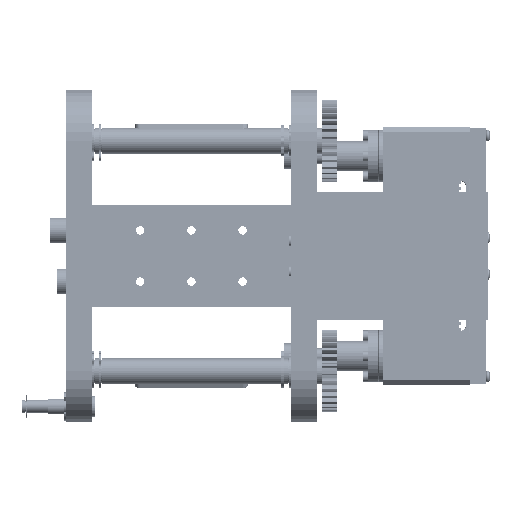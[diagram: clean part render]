
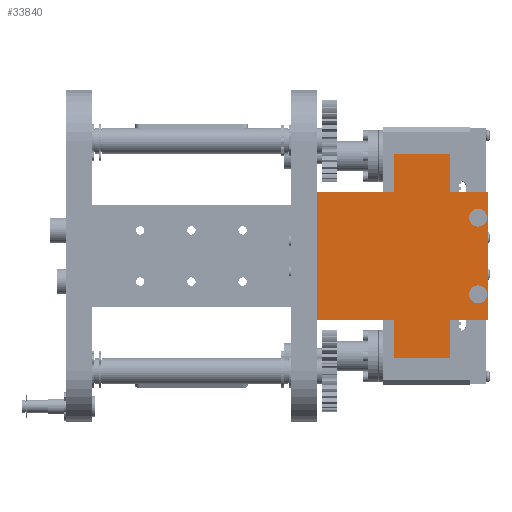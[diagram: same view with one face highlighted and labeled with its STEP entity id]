
A CAD part, front view. The second image highlights one B-rep face of the part: STEP entity #33840.
In plain terms, the highlighted planar face has unit normal (0, -1, 0).
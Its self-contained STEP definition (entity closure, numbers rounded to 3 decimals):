
#1044=FACE_BOUND('',#5311,.T.);
#1045=FACE_BOUND('',#5312,.T.);
#1348=PLANE('',#36803);
#3334=FACE_OUTER_BOUND('',#5310,.T.);
#5310=EDGE_LOOP('',(#25187,#25188,#25189,#25190,#25191,#25192,#25193,#25194,
#25195,#25196,#25197,#25198));
#5311=EDGE_LOOP('',(#25199));
#5312=EDGE_LOOP('',(#25200));
#7454=LINE('',#51912,#10730);
#7469=LINE('',#51951,#10745);
#7473=LINE('',#51963,#10749);
#7475=LINE('',#51967,#10751);
#7476=LINE('',#51969,#10752);
#7477=LINE('',#51971,#10753);
#7478=LINE('',#51973,#10754);
#7479=LINE('',#51974,#10755);
#7480=LINE('',#51976,#10756);
#7481=LINE('',#51978,#10757);
#7482=LINE('',#51980,#10758);
#7483=LINE('',#51981,#10759);
#10730=VECTOR('',#41541,10.);
#10745=VECTOR('',#41568,10.);
#10749=VECTOR('',#41582,10.);
#10751=VECTOR('',#41586,10.);
#10752=VECTOR('',#41587,10.);
#10753=VECTOR('',#41588,10.);
#10754=VECTOR('',#41589,10.);
#10755=VECTOR('',#41590,10.);
#10756=VECTOR('',#41591,10.);
#10757=VECTOR('',#41592,10.);
#10758=VECTOR('',#41593,10.);
#10759=VECTOR('',#41594,10.);
#14074=CIRCLE('',#36799,2.);
#14075=CIRCLE('',#36801,2.);
#15748=VERTEX_POINT('',#51909);
#15749=VERTEX_POINT('',#51911);
#15766=VERTEX_POINT('',#51948);
#15767=VERTEX_POINT('',#51950);
#15768=VERTEX_POINT('',#51954);
#15769=VERTEX_POINT('',#51958);
#15770=VERTEX_POINT('',#51962);
#15771=VERTEX_POINT('',#51966);
#15772=VERTEX_POINT('',#51968);
#15773=VERTEX_POINT('',#51970);
#15774=VERTEX_POINT('',#51972);
#15775=VERTEX_POINT('',#51975);
#15776=VERTEX_POINT('',#51977);
#15777=VERTEX_POINT('',#51979);
#19343=EDGE_CURVE('',#15748,#15749,#7454,.T.);
#19362=EDGE_CURVE('',#15766,#15767,#7469,.T.);
#19364=EDGE_CURVE('',#15768,#15768,#14074,.T.);
#19366=EDGE_CURVE('',#15769,#15769,#14075,.T.);
#19368=EDGE_CURVE('',#15770,#15767,#7473,.T.);
#19370=EDGE_CURVE('',#15749,#15771,#7475,.T.);
#19371=EDGE_CURVE('',#15748,#15772,#7476,.T.);
#19372=EDGE_CURVE('',#15773,#15772,#7477,.T.);
#19373=EDGE_CURVE('',#15774,#15773,#7478,.T.);
#19374=EDGE_CURVE('',#15770,#15774,#7479,.T.);
#19375=EDGE_CURVE('',#15775,#15766,#7480,.T.);
#19376=EDGE_CURVE('',#15775,#15776,#7481,.T.);
#19377=EDGE_CURVE('',#15776,#15777,#7482,.T.);
#19378=EDGE_CURVE('',#15777,#15771,#7483,.T.);
#25187=ORIENTED_EDGE('',*,*,#19370,.F.);
#25188=ORIENTED_EDGE('',*,*,#19343,.F.);
#25189=ORIENTED_EDGE('',*,*,#19371,.T.);
#25190=ORIENTED_EDGE('',*,*,#19372,.F.);
#25191=ORIENTED_EDGE('',*,*,#19373,.F.);
#25192=ORIENTED_EDGE('',*,*,#19374,.F.);
#25193=ORIENTED_EDGE('',*,*,#19368,.T.);
#25194=ORIENTED_EDGE('',*,*,#19362,.F.);
#25195=ORIENTED_EDGE('',*,*,#19375,.F.);
#25196=ORIENTED_EDGE('',*,*,#19376,.T.);
#25197=ORIENTED_EDGE('',*,*,#19377,.T.);
#25198=ORIENTED_EDGE('',*,*,#19378,.T.);
#25199=ORIENTED_EDGE('',*,*,#19366,.T.);
#25200=ORIENTED_EDGE('',*,*,#19364,.T.);
#33840=ADVANCED_FACE('',(#3334,#1044,#1045),#1348,.T.);
#36799=AXIS2_PLACEMENT_3D('',#51955,#41572,#41573);
#36801=AXIS2_PLACEMENT_3D('',#51959,#41577,#41578);
#36803=AXIS2_PLACEMENT_3D('',#51965,#41584,#41585);
#41541=DIRECTION('',(-1.,0.,0.));
#41568=DIRECTION('',(1.,0.,0.));
#41572=DIRECTION('center_axis',(0.,1.,0.));
#41573=DIRECTION('ref_axis',(1.,0.,0.));
#41577=DIRECTION('center_axis',(0.,1.,0.));
#41578=DIRECTION('ref_axis',(1.,0.,0.));
#41582=DIRECTION('',(0.,0.,1.));
#41584=DIRECTION('center_axis',(0.,-1.,0.));
#41585=DIRECTION('ref_axis',(1.,0.,0.));
#41586=DIRECTION('',(0.,0.,1.));
#41587=DIRECTION('',(0.,0.,1.));
#41588=DIRECTION('',(-1.,0.,0.));
#41589=DIRECTION('',(0.,0.,-1.));
#41590=DIRECTION('',(1.,0.,0.));
#41591=DIRECTION('',(0.,0.,1.));
#41592=DIRECTION('',(-1.,0.,0.));
#41593=DIRECTION('',(0.,0.,-1.));
#41594=DIRECTION('',(1.,0.,0.));
#51909=CARTESIAN_POINT('',(25.,-3.1,-2.));
#51911=CARTESIAN_POINT('',(-25.,-3.1,-2.));
#51912=CARTESIAN_POINT('',(25.,-3.1,-2.));
#51948=CARTESIAN_POINT('',(-25.,-3.1,65.));
#51950=CARTESIAN_POINT('',(25.,-3.1,65.));
#51951=CARTESIAN_POINT('',(-25.,-3.1,65.));
#51954=CARTESIAN_POINT('',(-17.,-3.1,61.));
#51955=CARTESIAN_POINT('Origin',(-15.,-3.1,61.));
#51958=CARTESIAN_POINT('',(13.,-3.1,61.));
#51959=CARTESIAN_POINT('Origin',(15.,-3.1,61.));
#51962=CARTESIAN_POINT('',(25.,-3.1,50.));
#51963=CARTESIAN_POINT('',(25.,-3.1,64.));
#51965=CARTESIAN_POINT('Origin',(-25.,-3.1,0.));
#51966=CARTESIAN_POINT('',(-25.,-3.1,28.));
#51967=CARTESIAN_POINT('',(-25.,-3.1,0.));
#51968=CARTESIAN_POINT('',(25.,-3.1,28.));
#51969=CARTESIAN_POINT('',(25.,-3.1,0.));
#51970=CARTESIAN_POINT('',(40.,-3.1,28.));
#51971=CARTESIAN_POINT('',(25.,-3.1,28.));
#51972=CARTESIAN_POINT('',(40.,-3.1,50.));
#51973=CARTESIAN_POINT('',(40.,-3.1,28.));
#51974=CARTESIAN_POINT('',(40.,-3.1,50.));
#51975=CARTESIAN_POINT('',(-25.,-3.1,50.));
#51976=CARTESIAN_POINT('',(-25.,-3.1,64.));
#51977=CARTESIAN_POINT('',(-40.,-3.1,50.));
#51978=CARTESIAN_POINT('',(-40.,-3.1,50.));
#51979=CARTESIAN_POINT('',(-40.,-3.1,28.));
#51980=CARTESIAN_POINT('',(-40.,-3.1,28.));
#51981=CARTESIAN_POINT('',(-25.,-3.1,28.));
